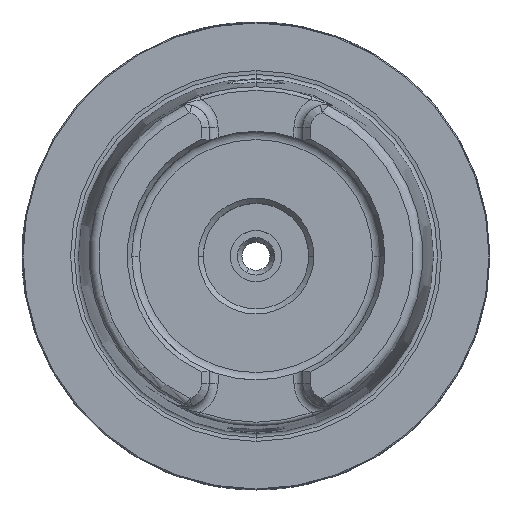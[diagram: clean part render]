
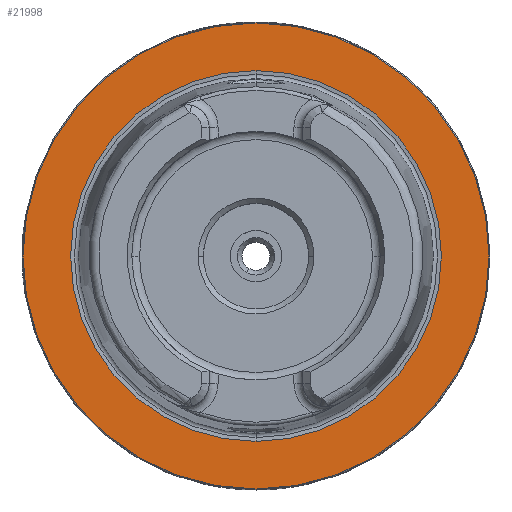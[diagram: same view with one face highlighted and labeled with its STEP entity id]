
A CAD part, top view. The second image highlights one B-rep face of the part: STEP entity #21998.
In plain terms, the highlighted planar face has unit normal (0, 0, 1).
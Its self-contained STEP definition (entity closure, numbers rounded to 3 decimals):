
#227 = EDGE_CURVE ( 'NONE', #19329, #28298, #4714, .T. ) ;
#1785 = DIRECTION ( 'NONE',  ( 0., 1., 0. ) ) ;
#3937 = PLANE ( 'NONE',  #12609 ) ;
#3947 = EDGE_CURVE ( 'NONE', #20171, #22755, #6133, .T. ) ;
#4714 = CIRCLE ( 'NONE', #4791, 39.59 ) ;
#4791 = AXIS2_PLACEMENT_3D ( 'NONE', #29120, #15496, #1785 ) ;
#6133 = CIRCLE ( 'NONE', #28123, 49.765 ) ;
#7615 = EDGE_CURVE ( 'NONE', #28298, #19329, #21838, .T. ) ;
#7700 = DIRECTION ( 'NONE',  ( 0., 0., 1. ) ) ;
#10530 = DIRECTION ( 'NONE',  ( 0., 0., -1. ) ) ;
#12125 = AXIS2_PLACEMENT_3D ( 'NONE', #24124, #10530, #26411 ) ;
#12328 = CARTESIAN_POINT ( 'NONE',  ( 0., 0., 0. ) ) ;
#12609 = AXIS2_PLACEMENT_3D ( 'NONE', #13173, #29098, #15476 ) ;
#13139 = CARTESIAN_POINT ( 'NONE',  ( 0., -49.765, 0. ) ) ;
#13173 = CARTESIAN_POINT ( 'NONE',  ( 0., 49.965, 0. ) ) ;
#13381 = CIRCLE ( 'NONE', #17546, 49.765 ) ;
#14632 = DIRECTION ( 'NONE',  ( 0., -1., 0. ) ) ;
#15220 = FACE_OUTER_BOUND ( 'NONE', #24215, .T. ) ;
#15447 = ORIENTED_EDGE ( 'NONE', *, *, #22504, .T. ) ;
#15476 = DIRECTION ( 'NONE',  ( 0., -1., 0. ) ) ;
#15496 = DIRECTION ( 'NONE',  ( 0., 0., -1. ) ) ;
#17546 = AXIS2_PLACEMENT_3D ( 'NONE', #21365, #7700, #23657 ) ;
#19329 = VERTEX_POINT ( 'NONE', #27933 ) ;
#19748 = ORIENTED_EDGE ( 'NONE', *, *, #3947, .T. ) ;
#20171 = VERTEX_POINT ( 'NONE', #22474 ) ;
#21365 = CARTESIAN_POINT ( 'NONE',  ( 0., 0., 0. ) ) ;
#21838 = CIRCLE ( 'NONE', #12125, 39.59 ) ;
#21918 = FACE_BOUND ( 'NONE', #21923, .T. ) ;
#21923 = EDGE_LOOP ( 'NONE', ( #22170, #25401 ) ) ;
#21998 = ADVANCED_FACE ( 'NONE', ( #15220, #21918 ), #3937, .T. ) ;
#22170 = ORIENTED_EDGE ( 'NONE', *, *, #227, .T. ) ;
#22474 = CARTESIAN_POINT ( 'NONE',  ( 0., 49.765, 0. ) ) ;
#22504 = EDGE_CURVE ( 'NONE', #22755, #20171, #13381, .T. ) ;
#22755 = VERTEX_POINT ( 'NONE', #13139 ) ;
#23657 = DIRECTION ( 'NONE',  ( 0., -1., 0. ) ) ;
#24124 = CARTESIAN_POINT ( 'NONE',  ( 0., 0., 0. ) ) ;
#24215 = EDGE_LOOP ( 'NONE', ( #15447, #19748 ) ) ;
#25401 = ORIENTED_EDGE ( 'NONE', *, *, #7615, .T. ) ;
#26411 = DIRECTION ( 'NONE',  ( 0., 1., 0. ) ) ;
#27933 = CARTESIAN_POINT ( 'NONE',  ( 0., -39.59, 0. ) ) ;
#28123 = AXIS2_PLACEMENT_3D ( 'NONE', #12328, #28267, #14632 ) ;
#28267 = DIRECTION ( 'NONE',  ( 0., 0., 1. ) ) ;
#28298 = VERTEX_POINT ( 'NONE', #29624 ) ;
#29098 = DIRECTION ( 'NONE',  ( 0., 0., 1. ) ) ;
#29120 = CARTESIAN_POINT ( 'NONE',  ( 0., 0., 0. ) ) ;
#29624 = CARTESIAN_POINT ( 'NONE',  ( 0., 39.59, 0. ) ) ;
